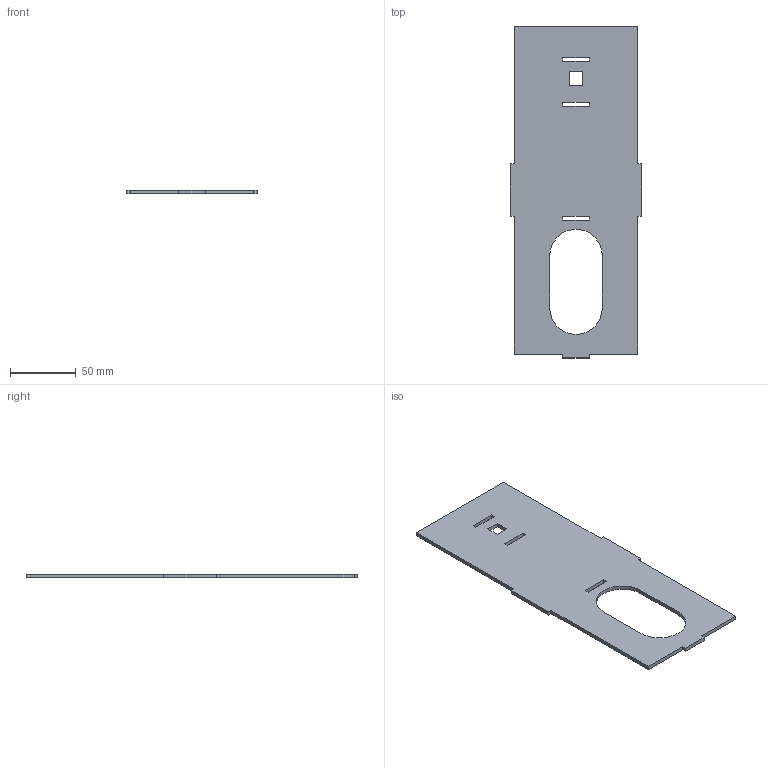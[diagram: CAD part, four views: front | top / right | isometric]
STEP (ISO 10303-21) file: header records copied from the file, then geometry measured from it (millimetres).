
FILE_DESCRIPTION(/* description */ (''),/* implementation_level */ '2;1');
FILE_NAME(/* name */ 'side1 v8.step',/* time_stamp */ '2018-03-20T08:35:10+01:00',/* author */ ('D.Stafsing'),/* organization */ (''),/* preprocessor_version */ 'ST-DEVELOPER v16.13',/* originating_system */ 'Autodesk Translation Framework v6.5.0.72',/* authorisation */ '');
FILE_SCHEMA (('AUTOMOTIVE_DESIGN { 1 0 10303 214 3 1 1 }'));
Length unit declared in the file: millimetre
Products named in the file (1): side1
Bounding box: 100 x 253 x 3 mm (x, y, z)
Volume: 61990.1 mm3; surface area: 44595.7 mm2
Topology: 1 solids, 1 shells, 38 faces, 108 edges, 72 vertices
Faces by surface type: plane 36, cylinder 2
Entity records: 1269 total; most frequent: CARTESIAN_POINT 219, ORIENTED_EDGE 216, DIRECTION 190, EDGE_CURVE 108, LINE 104, VECTOR 104, VERTEX_POINT 72, EDGE_LOOP 48
